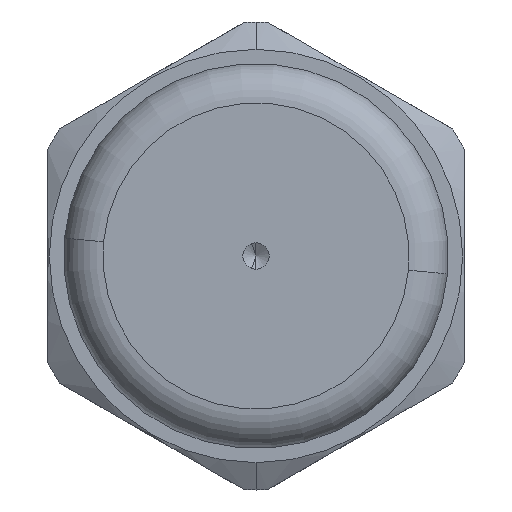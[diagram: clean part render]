
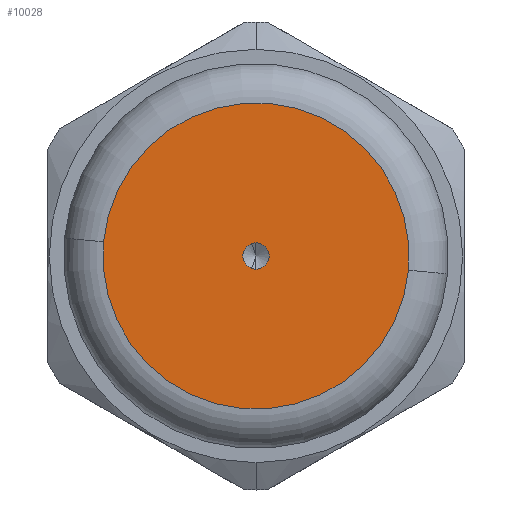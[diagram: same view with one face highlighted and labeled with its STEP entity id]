
A CAD part, front view. The second image highlights one B-rep face of the part: STEP entity #10028.
In plain terms, the highlighted planar face has unit normal (0, -1, 0).
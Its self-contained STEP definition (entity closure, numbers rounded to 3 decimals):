
#245 = CIRCLE ( 'NONE', #14089, 0.6 ) ;
#483 = AXIS2_PLACEMENT_3D ( 'NONE', #1596, #8359, #8410 ) ;
#551 = ORIENTED_EDGE ( 'NONE', *, *, #2402, .F. ) ;
#574 = DIRECTION ( 'NONE',  ( 0., 1., 0. ) ) ;
#608 = EDGE_LOOP ( 'NONE', ( #826, #3047 ) ) ;
#747 = CARTESIAN_POINT ( 'NONE',  ( 0., -70.995, 0. ) ) ;
#826 = ORIENTED_EDGE ( 'NONE', *, *, #3786, .T. ) ;
#1079 = DIRECTION ( 'NONE',  ( 0., -1., 0. ) ) ;
#1147 = AXIS2_PLACEMENT_3D ( 'NONE', #10718, #8394, #12791 ) ;
#1596 = CARTESIAN_POINT ( 'NONE',  ( 0., -70.995, 0. ) ) ;
#2402 = EDGE_CURVE ( 'NONE', #11774, #8477, #245, .T. ) ;
#2703 = PLANE ( 'NONE',  #7027 ) ;
#3047 = ORIENTED_EDGE ( 'NONE', *, *, #13078, .T. ) ;
#3051 = EDGE_CURVE ( 'NONE', #8477, #11774, #6036, .T. ) ;
#3786 = EDGE_CURVE ( 'NONE', #8778, #8806, #4286, .T. ) ;
#4286 = CIRCLE ( 'NONE', #1147, 7. ) ;
#4813 = CARTESIAN_POINT ( 'NONE',  ( 6.97, -70.995, -0.65 ) ) ;
#5372 = CARTESIAN_POINT ( 'NONE',  ( -0.597, -70.995, 0.056 ) ) ;
#5448 = DIRECTION ( 'NONE',  ( 0., -1., 0. ) ) ;
#6036 = CIRCLE ( 'NONE', #483, 0.6 ) ;
#6418 = DIRECTION ( 'NONE',  ( 0.996, 0., -0.093 ) ) ;
#6856 = EDGE_LOOP ( 'NONE', ( #12714, #551 ) ) ;
#6962 = CARTESIAN_POINT ( 'NONE',  ( 0.597, -70.995, -0.056 ) ) ;
#7027 = AXIS2_PLACEMENT_3D ( 'NONE', #8281, #574, #11665 ) ;
#8281 = CARTESIAN_POINT ( 'NONE',  ( 0.056, -70.995, 0.597 ) ) ;
#8359 = DIRECTION ( 'NONE',  ( 0., -1., 0. ) ) ;
#8394 = DIRECTION ( 'NONE',  ( 0., -1., 0. ) ) ;
#8410 = DIRECTION ( 'NONE',  ( 0.996, 0., -0.093 ) ) ;
#8477 = VERTEX_POINT ( 'NONE', #6962 ) ;
#8778 = VERTEX_POINT ( 'NONE', #4813 ) ;
#8806 = VERTEX_POINT ( 'NONE', #12983 ) ;
#8966 = DIRECTION ( 'NONE',  ( 0.996, 0., -0.093 ) ) ;
#9099 = FACE_OUTER_BOUND ( 'NONE', #608, .T. ) ;
#9789 = FACE_BOUND ( 'NONE', #6856, .T. ) ;
#10028 = ADVANCED_FACE ( 'NONE', ( #9789, #9099 ), #2703, .F. ) ;
#10041 = CARTESIAN_POINT ( 'NONE',  ( 0., -70.995, 0. ) ) ;
#10284 = CIRCLE ( 'NONE', #13042, 7. ) ;
#10718 = CARTESIAN_POINT ( 'NONE',  ( 0., -70.995, 0. ) ) ;
#11665 = DIRECTION ( 'NONE',  ( -0.996, 0., 0.093 ) ) ;
#11774 = VERTEX_POINT ( 'NONE', #5372 ) ;
#12714 = ORIENTED_EDGE ( 'NONE', *, *, #3051, .F. ) ;
#12791 = DIRECTION ( 'NONE',  ( 0.996, 0., -0.093 ) ) ;
#12983 = CARTESIAN_POINT ( 'NONE',  ( -6.97, -70.995, 0.65 ) ) ;
#13042 = AXIS2_PLACEMENT_3D ( 'NONE', #10041, #1079, #8966 ) ;
#13078 = EDGE_CURVE ( 'NONE', #8806, #8778, #10284, .T. ) ;
#14089 = AXIS2_PLACEMENT_3D ( 'NONE', #747, #5448, #6418 ) ;
